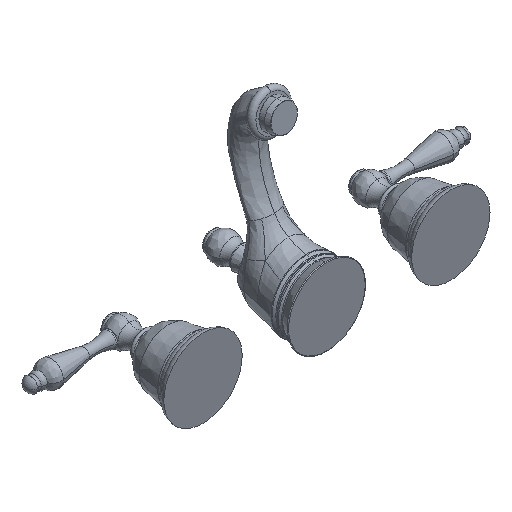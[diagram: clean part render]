
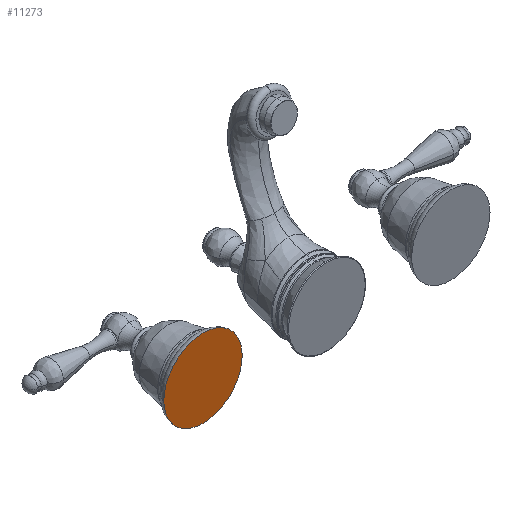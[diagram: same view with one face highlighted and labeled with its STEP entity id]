
A CAD part, isometric view. The second image highlights one B-rep face of the part: STEP entity #11273.
In plain terms, the highlighted planar face has unit normal (0, -1, 0).
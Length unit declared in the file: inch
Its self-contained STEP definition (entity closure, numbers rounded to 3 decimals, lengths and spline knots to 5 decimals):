
#10320=CARTESIAN_POINT('',(-4.,0.,0.));
#10321=DIRECTION('',(0.,1.,0.));
#10322=DIRECTION('',(-1.,0.,0.));
#10323=AXIS2_PLACEMENT_3D('',#10320,#10321,#10322);
#10325=CARTESIAN_POINT('',(-4.,0.,0.));
#10326=DIRECTION('',(0.,1.,0.));
#10327=DIRECTION('',(1.,0.,0.));
#10328=AXIS2_PLACEMENT_3D('',#10325,#10326,#10327);
#10468=CARTESIAN_POINT('',(-5.265,0.,0.));
#10470=VERTEX_POINT('',#10468);
#10471=CARTESIAN_POINT('',(-2.735,0.,0.));
#10472=VERTEX_POINT('',#10471);
#11264=CARTESIAN_POINT('',(-4.,0.,0.));
#11265=DIRECTION('',(0.,-1.,0.));
#11266=DIRECTION('',(1.,0.,0.));
#11267=AXIS2_PLACEMENT_3D('',#11264,#11265,#11266);
#11268=PLANE('',#11267);
#11269=ORIENTED_EDGE('',*,*,#11259,.T.);
#11270=ORIENTED_EDGE('',*,*,#11243,.T.);
#11271=EDGE_LOOP('',(#11269,#11270));
#11272=FACE_OUTER_BOUND('',#11271,.F.);
#11273=ADVANCED_FACE('',(#11272),#11268,.T.);
#10324=CIRCLE('',#10323,1.265);
#10329=CIRCLE('',#10328,1.265);
#11243=EDGE_CURVE('',#10472,#10470,#10329,.T.);
#11259=EDGE_CURVE('',#10470,#10472,#10324,.T.);
